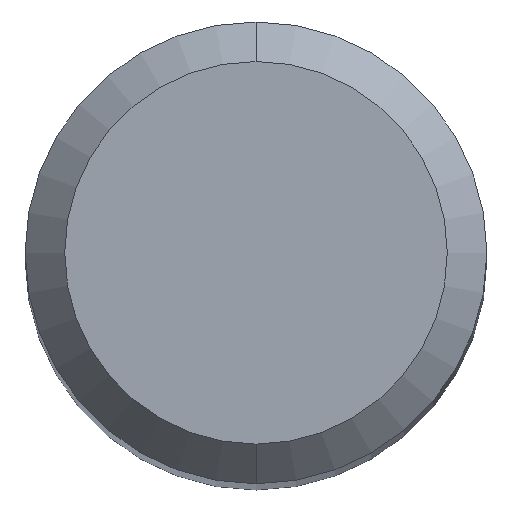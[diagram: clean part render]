
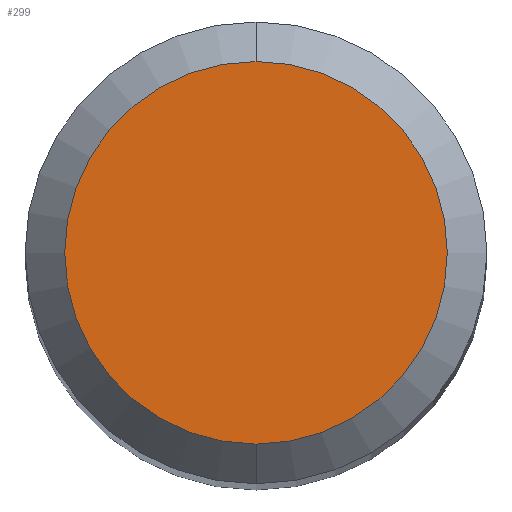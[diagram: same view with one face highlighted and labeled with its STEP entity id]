
A CAD part, top view. The second image highlights one B-rep face of the part: STEP entity #299.
In plain terms, the highlighted planar face has unit normal (0, 0, 1).
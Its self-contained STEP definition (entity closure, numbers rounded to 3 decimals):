
#189=VERTEX_POINT('',#414);
#195=VERTEX_POINT('',#420);
#207=EDGE_CURVE('',#189,#195,#435,.T.);
#265=EDGE_CURVE('',#195,#189,#497,.T.);
#299=ADVANCED_FACE('',(#536),#537,.T.);
#414=CARTESIAN_POINT('',(0.0,1.45,0.0));
#420=CARTESIAN_POINT('',(0.,-1.45,0.0));
#435=CIRCLE('',#697,1.45);
#497=CIRCLE('',#783,1.45);
#536=FACE_OUTER_BOUND('',#825,.T.);
#537=PLANE('',#826);
#697=AXIS2_PLACEMENT_3D('',#992,#993,#994);
#783=AXIS2_PLACEMENT_3D('',#1066,#1067,#1068);
#825=EDGE_LOOP('',(#1115,#1116));
#826=AXIS2_PLACEMENT_3D('',#1117,#1118,#1119);
#992=CARTESIAN_POINT('',(0.0,0.0,0.0));
#993=DIRECTION('',(0.0,0.0,-1.0));
#994=DIRECTION('',(0.0,1.0,0.0));
#1066=CARTESIAN_POINT('',(0.0,0.0,0.0));
#1067=DIRECTION('',(0.0,0.0,-1.0));
#1068=DIRECTION('',(0.0,1.0,0.0));
#1115=ORIENTED_EDGE('',*,*,#207,.F.);
#1116=ORIENTED_EDGE('',*,*,#265,.F.);
#1117=CARTESIAN_POINT('',(0.0,0.725,0.0));
#1118=DIRECTION('',(-0.0,0.0,1.0));
#1119=DIRECTION('',(0.0,-1.0,0.0));
